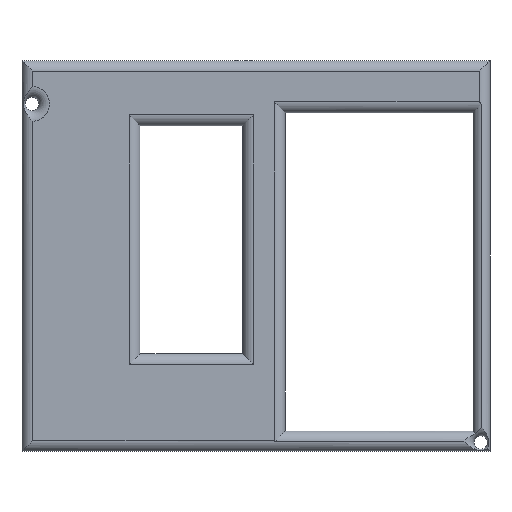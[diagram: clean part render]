
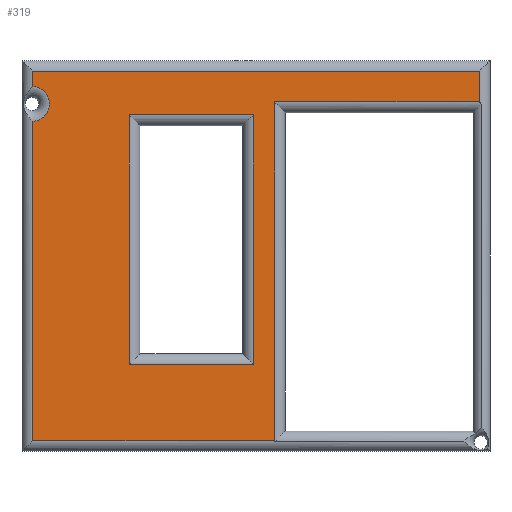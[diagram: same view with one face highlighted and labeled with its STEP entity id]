
A CAD part, top view. The second image highlights one B-rep face of the part: STEP entity #319.
In plain terms, the highlighted planar face has unit normal (0, 0, 1).
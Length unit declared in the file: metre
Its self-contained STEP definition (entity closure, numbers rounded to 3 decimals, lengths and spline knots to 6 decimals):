
#45=CIRCLE('',#349,0.004);
#48=ORIENTED_EDGE('',*,*,#142,.T.);
#49=ORIENTED_EDGE('',*,*,#143,.T.);
#50=ORIENTED_EDGE('',*,*,#144,.T.);
#51=ORIENTED_EDGE('',*,*,#145,.T.);
#52=ORIENTED_EDGE('',*,*,#146,.T.);
#53=ORIENTED_EDGE('',*,*,#147,.T.);
#54=ORIENTED_EDGE('',*,*,#148,.T.);
#55=ORIENTED_EDGE('',*,*,#149,.T.);
#56=ORIENTED_EDGE('',*,*,#150,.T.);
#57=ORIENTED_EDGE('',*,*,#151,.T.);
#58=ORIENTED_EDGE('',*,*,#152,.T.);
#59=ORIENTED_EDGE('',*,*,#153,.T.);
#142=EDGE_CURVE('',#189,#190,#221,.T.);
#143=EDGE_CURVE('',#190,#191,#222,.T.);
#144=EDGE_CURVE('',#191,#192,#223,.F.);
#145=EDGE_CURVE('',#192,#189,#224,.F.);
#146=EDGE_CURVE('',#193,#194,#225,.T.);
#147=EDGE_CURVE('',#194,#195,#226,.T.);
#148=EDGE_CURVE('',#195,#196,#227,.F.);
#149=EDGE_CURVE('',#196,#197,#228,.F.);
#150=EDGE_CURVE('',#197,#198,#229,.F.);
#151=EDGE_CURVE('',#198,#199,#230,.F.);
#152=EDGE_CURVE('',#199,#200,#231,.T.);
#153=EDGE_CURVE('',#200,#193,#45,.F.);
#189=VERTEX_POINT('',#477);
#190=VERTEX_POINT('',#478);
#191=VERTEX_POINT('',#480);
#192=VERTEX_POINT('',#482);
#193=VERTEX_POINT('',#485);
#194=VERTEX_POINT('',#486);
#195=VERTEX_POINT('',#488);
#196=VERTEX_POINT('',#490);
#197=VERTEX_POINT('',#492);
#198=VERTEX_POINT('',#494);
#199=VERTEX_POINT('',#496);
#200=VERTEX_POINT('',#498);
#221=LINE('',#476,#246);
#222=LINE('',#479,#247);
#223=LINE('',#481,#248);
#224=LINE('',#483,#249);
#225=LINE('',#484,#250);
#226=LINE('',#487,#251);
#227=LINE('',#489,#252);
#228=LINE('',#491,#253);
#229=LINE('',#493,#254);
#230=LINE('',#495,#255);
#231=LINE('',#497,#256);
#246=VECTOR('',#385,1.);
#247=VECTOR('',#386,1.);
#248=VECTOR('',#387,1.);
#249=VECTOR('',#388,1.);
#250=VECTOR('',#389,1.);
#251=VECTOR('',#390,1.);
#252=VECTOR('',#391,1.);
#253=VECTOR('',#392,1.);
#254=VECTOR('',#393,1.);
#255=VECTOR('',#394,1.);
#256=VECTOR('',#395,1.);
#271=EDGE_LOOP('',(#48,#49,#50,#51));
#272=EDGE_LOOP('',(#52,#53,#54,#55,#56,#57,#58,#59));
#294=FACE_BOUND('',#271,.T.);
#295=FACE_BOUND('',#272,.T.);
#317=PLANE('',#348);
#319=ADVANCED_FACE('',(#294,#295),#317,.T.);
#348=AXIS2_PLACEMENT_3D('',#475,#383,#384);
#349=AXIS2_PLACEMENT_3D('',#499,#396,#397);
#383=DIRECTION('',(0.,0.,1.));
#384=DIRECTION('',(1.,0.,0.));
#385=DIRECTION('',(0.,-1.,0.));
#386=DIRECTION('',(-1.,0.,0.));
#387=DIRECTION('',(0.,-1.,0.));
#388=DIRECTION('',(-1.,0.,0.));
#389=DIRECTION('',(0.,-1.,0.));
#390=DIRECTION('',(1.,0.,0.));
#391=DIRECTION('',(0.,-1.,0.));
#392=DIRECTION('',(-1.,0.,0.));
#393=DIRECTION('',(0.,-1.,0.));
#394=DIRECTION('',(1.,0.,0.));
#395=DIRECTION('',(0.,-1.,0.));
#396=DIRECTION('',(0.,0.,1.));
#397=DIRECTION('',(1.,0.,0.));
#475=CARTESIAN_POINT('',(0.,0.004,0.002));
#476=CARTESIAN_POINT('',(-0.0006,-0.018375,0.002));
#477=CARTESIAN_POINT('',(-0.0006,0.036375,0.002));
#478=CARTESIAN_POINT('',(-0.0006,-0.020875,0.002));
#479=CARTESIAN_POINT('',(-0.0266,-0.020875,0.002));
#480=CARTESIAN_POINT('',(-0.0291,-0.020875,0.002));
#481=CARTESIAN_POINT('',(-0.0291,0.004,0.002));
#482=CARTESIAN_POINT('',(-0.0291,0.036375,0.002));
#483=CARTESIAN_POINT('',(0.,0.036375,0.002));
#484=CARTESIAN_POINT('',(-0.05125,-0.040875,0.002));
#485=CARTESIAN_POINT('',(-0.05125,0.034897,0.002));
#486=CARTESIAN_POINT('',(-0.05125,-0.038375,0.002));
#487=CARTESIAN_POINT('',(0.05375,-0.038375,0.002));
#488=CARTESIAN_POINT('',(0.00425,-0.038375,0.002));
#489=CARTESIAN_POINT('',(0.00425,0.004,0.002));
#490=CARTESIAN_POINT('',(0.00425,0.039375,0.002));
#491=CARTESIAN_POINT('',(0.,0.039375,0.002));
#492=CARTESIAN_POINT('',(0.05125,0.039375,0.002));
#493=CARTESIAN_POINT('',(0.05125,0.004,0.002));
#494=CARTESIAN_POINT('',(0.05125,0.046375,0.002));
#495=CARTESIAN_POINT('',(0.,0.046375,0.002));
#496=CARTESIAN_POINT('',(-0.05125,0.046375,0.002));
#497=CARTESIAN_POINT('',(-0.05125,-0.040875,0.002));
#498=CARTESIAN_POINT('',(-0.05125,0.042893,0.002));
#499=CARTESIAN_POINT('',(-0.05139,0.038895,0.002));
